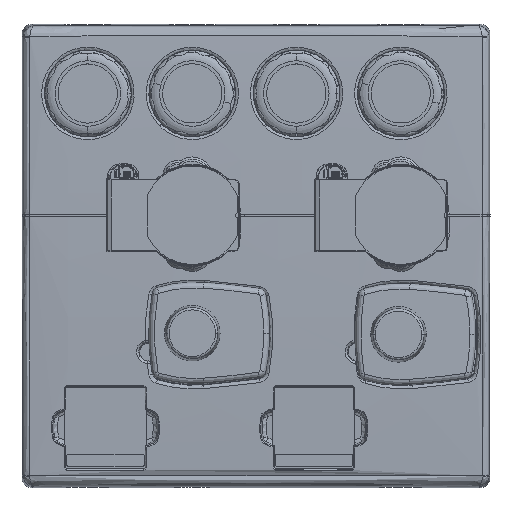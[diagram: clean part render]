
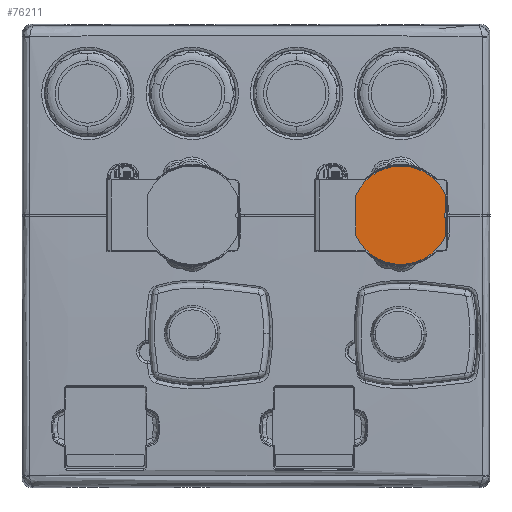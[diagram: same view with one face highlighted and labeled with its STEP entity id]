
A CAD part, top view. The second image highlights one B-rep face of the part: STEP entity #76211.
In plain terms, the highlighted planar face has unit normal (0, 0, 1).
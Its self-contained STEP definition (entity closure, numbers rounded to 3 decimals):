
#5454 = EDGE_CURVE ( 'NONE', #377853, #222075, #193899, .T. ) ;
#10034 = AXIS2_PLACEMENT_3D ( 'NONE', #44830, #350784, #201768 ) ;
#25996 = CARTESIAN_POINT ( 'NONE',  ( 135.013, 164.998, 104.865 ) ) ;
#28469 = DIRECTION ( 'NONE',  ( -1., 0., 0. ) ) ;
#29890 = VERTEX_POINT ( 'NONE', #266549 ) ;
#40252 = DIRECTION ( 'NONE',  ( 0., 0., 1. ) ) ;
#42844 = CIRCLE ( 'NONE', #362393, 42.49 ) ;
#43058 = EDGE_LOOP ( 'NONE', ( #381295, #154908, #124121, #80400, #69927, #90710, #135404 ) ) ;
#44830 = CARTESIAN_POINT ( 'NONE',  ( 174.863, 164.998, 104.865 ) ) ;
#53630 = EDGE_CURVE ( 'NONE', #29890, #370671, #205343, .T. ) ;
#55373 = DIRECTION ( 'NONE',  ( 0., 0., 1. ) ) ;
#60005 = CARTESIAN_POINT ( 'NONE',  ( 173.853, 182.23, 104.865 ) ) ;
#61125 = DIRECTION ( 'NONE',  ( 0., -1., 0. ) ) ;
#62907 = EDGE_CURVE ( 'NONE', #68179, #146127, #189298, .T. ) ;
#64650 = VECTOR ( 'NONE', #332904, 1000. ) ;
#67730 = CARTESIAN_POINT ( 'NONE',  ( 174.863, 164.998, 104.865 ) ) ;
#68179 = VERTEX_POINT ( 'NONE', #76936 ) ;
#69927 = ORIENTED_EDGE ( 'NONE', *, *, #53630, .T. ) ;
#76211 = ADVANCED_FACE ( 'NONE', ( #170032 ), #89265, .F. ) ;
#76936 = CARTESIAN_POINT ( 'NONE',  ( 96.174, 182.227, 104.865 ) ) ;
#80400 = ORIENTED_EDGE ( 'NONE', *, *, #314877, .T. ) ;
#82493 = DIRECTION ( 'NONE',  ( 1., 0., 0. ) ) ;
#89265 = PLANE ( 'NONE',  #275869 ) ;
#90710 = ORIENTED_EDGE ( 'NONE', *, *, #167449, .F. ) ;
#93043 = CARTESIAN_POINT ( 'NONE',  ( 173.853, 182.227, 104.865 ) ) ;
#99017 = DIRECTION ( 'NONE',  ( 0., -1., 0. ) ) ;
#102149 = AXIS2_PLACEMENT_3D ( 'NONE', #25996, #55373, #61125 ) ;
#122389 = CIRCLE ( 'NONE', #10034, 2.521 ) ;
#124121 = ORIENTED_EDGE ( 'NONE', *, *, #62907, .T. ) ;
#130410 = CARTESIAN_POINT ( 'NONE',  ( 96.174, 182.23, 104.865 ) ) ;
#135404 = ORIENTED_EDGE ( 'NONE', *, *, #5454, .F. ) ;
#141385 = CARTESIAN_POINT ( 'NONE',  ( 135.013, 164.998, 104.865 ) ) ;
#146127 = VERTEX_POINT ( 'NONE', #338755 ) ;
#154908 = ORIENTED_EDGE ( 'NONE', *, *, #312367, .T. ) ;
#158588 = VECTOR ( 'NONE', #385705, 1000. ) ;
#162612 = AXIS2_PLACEMENT_3D ( 'NONE', #67730, #40252, #216965 ) ;
#167449 = EDGE_CURVE ( 'NONE', #222075, #370671, #122389, .T. ) ;
#170032 = FACE_OUTER_BOUND ( 'NONE', #43058, .T. ) ;
#177628 = DIRECTION ( 'NONE',  ( 0., 0., -1. ) ) ;
#189298 = LINE ( 'NONE', #130410, #356756 ) ;
#193899 = CIRCLE ( 'NONE', #162612, 2.521 ) ;
#195454 = VERTEX_POINT ( 'NONE', #93043 ) ;
#201768 = DIRECTION ( 'NONE',  ( -1., 0., 0. ) ) ;
#205343 = LINE ( 'NONE', #60005, #158588 ) ;
#207135 = CARTESIAN_POINT ( 'NONE',  ( 135.013, 164.998, 104.865 ) ) ;
#209513 = LINE ( 'NONE', #215293, #64650 ) ;
#215293 = CARTESIAN_POINT ( 'NONE',  ( 173.853, 182.23, 104.865 ) ) ;
#216965 = DIRECTION ( 'NONE',  ( -1., 0., 0. ) ) ;
#217526 = CARTESIAN_POINT ( 'NONE',  ( 172.342, 164.998, 104.865 ) ) ;
#221592 = CIRCLE ( 'NONE', #102149, 42.49 ) ;
#222075 = VERTEX_POINT ( 'NONE', #217526 ) ;
#251757 = EDGE_CURVE ( 'NONE', #377853, #195454, #209513, .T. ) ;
#266549 = CARTESIAN_POINT ( 'NONE',  ( 173.853, 147.769, 104.865 ) ) ;
#275869 = AXIS2_PLACEMENT_3D ( 'NONE', #207135, #177628, #28469 ) ;
#312367 = EDGE_CURVE ( 'NONE', #195454, #68179, #221592, .T. ) ;
#314877 = EDGE_CURVE ( 'NONE', #146127, #29890, #42844, .T. ) ;
#325890 = CARTESIAN_POINT ( 'NONE',  ( 173.853, 167.308, 104.865 ) ) ;
#327570 = DIRECTION ( 'NONE',  ( 0., 0., 1. ) ) ;
#332904 = DIRECTION ( 'NONE',  ( 0., 1., 0. ) ) ;
#338755 = CARTESIAN_POINT ( 'NONE',  ( 96.174, 147.769, 104.865 ) ) ;
#350006 = CARTESIAN_POINT ( 'NONE',  ( 173.853, 162.688, 104.865 ) ) ;
#350784 = DIRECTION ( 'NONE',  ( 0., 0., 1. ) ) ;
#356756 = VECTOR ( 'NONE', #99017, 1000. ) ;
#362393 = AXIS2_PLACEMENT_3D ( 'NONE', #141385, #327570, #82493 ) ;
#370671 = VERTEX_POINT ( 'NONE', #350006 ) ;
#377853 = VERTEX_POINT ( 'NONE', #325890 ) ;
#381295 = ORIENTED_EDGE ( 'NONE', *, *, #251757, .T. ) ;
#385705 = DIRECTION ( 'NONE',  ( 0., 1., 0. ) ) ;
